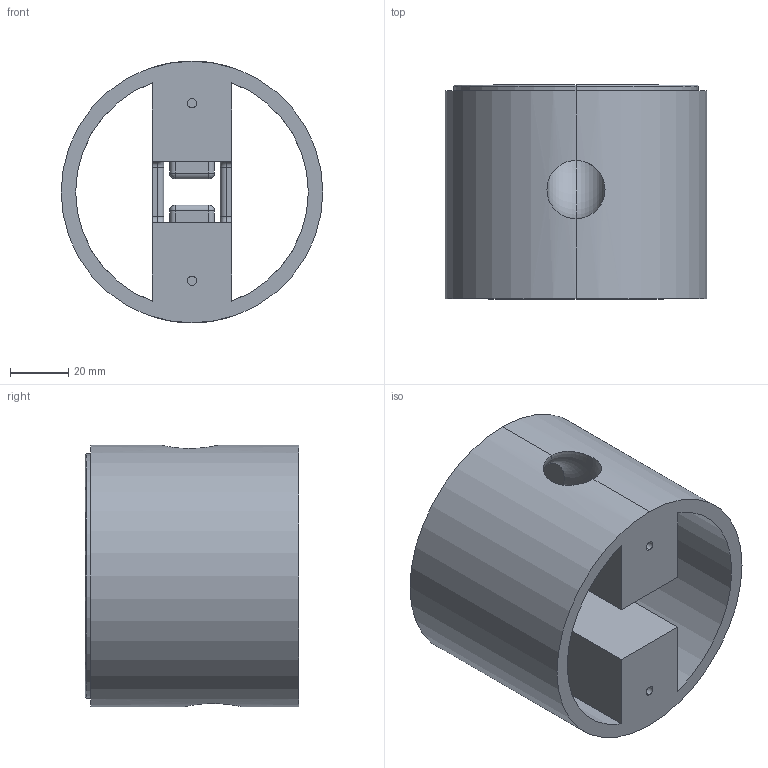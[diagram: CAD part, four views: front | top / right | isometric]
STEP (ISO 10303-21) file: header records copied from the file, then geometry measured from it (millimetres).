
FILE_DESCRIPTION (( 'STEP AP214' ), '1' );
FILE_NAME ('tower.STEP', '2024-04-07T20:21:25', ( '' ), ( '' ), 'SwSTEP 2.0', 'SolidWorks 2023', '' );
FILE_SCHEMA (( 'AUTOMOTIVE_DESIGN' ));
Length unit declared in the file: millimetre
Products named in the file (1): tower
Bounding box: 90 x 73.5 x 90 mm (x, y, z)
Volume: 168021.8 mm3; surface area: 58133 mm2
Topology: 1 solids, 1 shells, 92 faces, 244 edges, 152 vertices
Faces by surface type: plane 46, cylinder 30, torus 12, sphere 4
Entity records: 3157 total; most frequent: CARTESIAN_POINT 813, DIRECTION 498, ORIENTED_EDGE 480, EDGE_CURVE 240, AXIS2_PLACEMENT_3D 179, VERTEX_POINT 152, VECTOR 140, LINE 140
